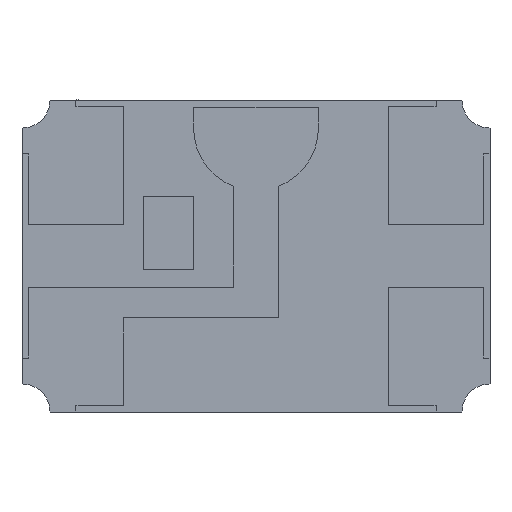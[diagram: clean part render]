
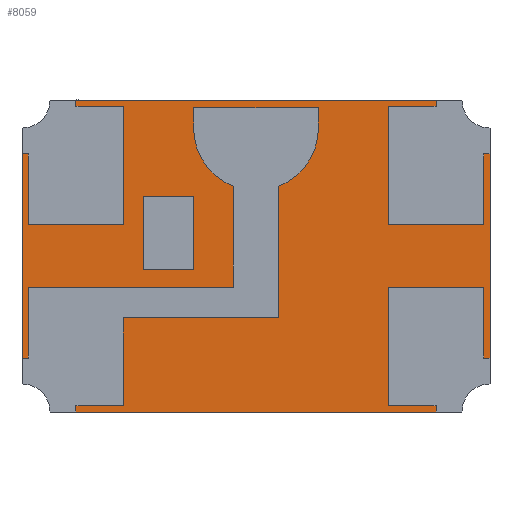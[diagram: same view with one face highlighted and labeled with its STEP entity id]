
A CAD part, front view. The second image highlights one B-rep face of the part: STEP entity #8059.
In plain terms, the highlighted planar face has unit normal (0, -1, 0).
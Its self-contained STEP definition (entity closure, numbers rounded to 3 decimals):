
#4 = ORIENTED_EDGE ( 'NONE', *, *, #22, .T. ) ;
#7 = EDGE_CURVE ( 'NONE', #9, #14, #3497, .T. ) ;
#8 = ORIENTED_EDGE ( 'NONE', *, *, #10, .F. ) ;
#9 = VERTEX_POINT ( 'NONE', #3493 ) ;
#10 = EDGE_CURVE ( 'NONE', #15, #14, #3492, .T. ) ;
#11 = EDGE_LOOP ( 'NONE', ( #4, #13, #8, #20 ) ) ;
#12 = VERTEX_POINT ( 'NONE', #3488 ) ;
#13 = ORIENTED_EDGE ( 'NONE', *, *, #7, .T. ) ;
#14 = VERTEX_POINT ( 'NONE', #3487 ) ;
#15 = VERTEX_POINT ( 'NONE', #3486 ) ;
#20 = ORIENTED_EDGE ( 'NONE', *, *, #8079, .F. ) ;
#22 = EDGE_CURVE ( 'NONE', #12, #9, #3478, .T. ) ;
#3297 = EDGE_CURVE ( 'NONE', #3298, #3299, #18887, .T. ) ;
#3298 = VERTEX_POINT ( 'NONE', #18883 ) ;
#3299 = VERTEX_POINT ( 'NONE', #18882 ) ;
#3475 = DIRECTION ( 'NONE',  ( 1., 0., 0. ) ) ;
#3476 = VECTOR ( 'NONE', #3475, 1000. ) ;
#3477 = CARTESIAN_POINT ( 'NONE',  ( 0.034, -0.25, 0.381 ) ) ;
#3478 = LINE ( 'NONE', #3477, #3476 ) ;
#3486 = CARTESIAN_POINT ( 'NONE',  ( -0.722, -0.25, -0.087 ) ) ;
#3487 = CARTESIAN_POINT ( 'NONE',  ( -0.4, -0.25, -0.087 ) ) ;
#3488 = CARTESIAN_POINT ( 'NONE',  ( -0.722, -0.25, 0.381 ) ) ;
#3489 = DIRECTION ( 'NONE',  ( 1., 0., 0. ) ) ;
#3490 = VECTOR ( 'NONE', #3489, 1000. ) ;
#3491 = CARTESIAN_POINT ( 'NONE',  ( 0.034, -0.25, -0.087 ) ) ;
#3492 = LINE ( 'NONE', #3491, #3490 ) ;
#3493 = CARTESIAN_POINT ( 'NONE',  ( -0.4, -0.25, 0.381 ) ) ;
#3494 = DIRECTION ( 'NONE',  ( 0., 0., -1. ) ) ;
#3495 = VECTOR ( 'NONE', #3494, 1000. ) ;
#3496 = CARTESIAN_POINT ( 'NONE',  ( -0.4, -0.25, 1. ) ) ;
#3497 = LINE ( 'NONE', #3496, #3495 ) ;
#8059 = ADVANCED_FACE ( 'NONE', ( #19312, #19311 ), #19296, .F. ) ;
#8062 = VERTEX_POINT ( 'NONE', #19343 ) ;
#8063 = VERTEX_POINT ( 'NONE', #19342 ) ;
#8064 = VERTEX_POINT ( 'NONE', #19341 ) ;
#8065 = ORIENTED_EDGE ( 'NONE', *, *, #8067, .F. ) ;
#8066 = ORIENTED_EDGE ( 'NONE', *, *, #8068, .F. ) ;
#8067 = EDGE_CURVE ( 'NONE', #8062, #8064, #19340, .T. ) ;
#8068 = EDGE_CURVE ( 'NONE', #8064, #8063, #19336, .T. ) ;
#8071 = VERTEX_POINT ( 'NONE', #19331 ) ;
#8072 = ORIENTED_EDGE ( 'NONE', *, *, #8073, .T. ) ;
#8073 = EDGE_CURVE ( 'NONE', #8071, #8063, #19330, .T. ) ;
#8074 = VERTEX_POINT ( 'NONE', #19326 ) ;
#8076 = ORIENTED_EDGE ( 'NONE', *, *, #8078, .T. ) ;
#8077 = EDGE_LOOP ( 'NONE', ( #8076, #8072, #8066, #8065, #8224, #8221, #8222, #9195 ) ) ;
#8078 = EDGE_CURVE ( 'NONE', #8074, #8071, #19325, .T. ) ;
#8079 = EDGE_CURVE ( 'NONE', #12, #15, #19382, .T. ) ;
#8221 = ORIENTED_EDGE ( 'NONE', *, *, #3297, .F. ) ;
#8222 = ORIENTED_EDGE ( 'NONE', *, *, #9194, .F. ) ;
#8224 = ORIENTED_EDGE ( 'NONE', *, *, #8226, .T. ) ;
#8226 = EDGE_CURVE ( 'NONE', #8062, #3299, #19693, .T. ) ;
#9193 = EDGE_CURVE ( 'NONE', #9196, #8074, #23242, .T. ) ;
#9194 = EDGE_CURVE ( 'NONE', #9196, #3298, #23238, .T. ) ;
#9195 = ORIENTED_EDGE ( 'NONE', *, *, #9193, .T. ) ;
#9196 = VERTEX_POINT ( 'NONE', #23233 ) ;
#18882 = CARTESIAN_POINT ( 'NONE',  ( 1.32, -0.25, 1. ) ) ;
#18883 = CARTESIAN_POINT ( 'NONE',  ( -1.32, -0.25, 1. ) ) ;
#18884 = DIRECTION ( 'NONE',  ( 1., 0., 0. ) ) ;
#18885 = VECTOR ( 'NONE', #18884, 1000. ) ;
#18886 = CARTESIAN_POINT ( 'NONE',  ( 0.034, -0.25, 1. ) ) ;
#18887 = LINE ( 'NONE', #18886, #18885 ) ;
#19296 = PLANE ( 'NONE',  #19351 ) ;
#19311 = FACE_OUTER_BOUND ( 'NONE', #8077, .T. ) ;
#19312 = FACE_BOUND ( 'NONE', #11, .T. ) ;
#19321 = DIRECTION ( 'NONE',  ( 0., 0., -1. ) ) ;
#19322 = DIRECTION ( 'NONE',  ( 0., 1., 0. ) ) ;
#19323 = CARTESIAN_POINT ( 'NONE',  ( -1.5, -0.25, -1. ) ) ;
#19324 = AXIS2_PLACEMENT_3D ( 'NONE', #19323, #19322, #19321 ) ;
#19325 = CIRCLE ( 'NONE', #19324, 0.18 ) ;
#19326 = CARTESIAN_POINT ( 'NONE',  ( -1.5, -0.25, -0.82 ) ) ;
#19327 = DIRECTION ( 'NONE',  ( 1., 0., 0. ) ) ;
#19328 = VECTOR ( 'NONE', #19327, 1000. ) ;
#19329 = CARTESIAN_POINT ( 'NONE',  ( 0.034, -0.25, -1. ) ) ;
#19330 = LINE ( 'NONE', #19329, #19328 ) ;
#19331 = CARTESIAN_POINT ( 'NONE',  ( -1.32, -0.25, -1. ) ) ;
#19332 = DIRECTION ( 'NONE',  ( 0., 0., -1. ) ) ;
#19333 = DIRECTION ( 'NONE',  ( 0., -1., 0. ) ) ;
#19334 = CARTESIAN_POINT ( 'NONE',  ( 1.5, -0.25, -1. ) ) ;
#19335 = AXIS2_PLACEMENT_3D ( 'NONE', #19334, #19333, #19332 ) ;
#19336 = CIRCLE ( 'NONE', #19335, 0.18 ) ;
#19337 = DIRECTION ( 'NONE',  ( 0., 0., -1. ) ) ;
#19338 = VECTOR ( 'NONE', #19337, 1000. ) ;
#19339 = CARTESIAN_POINT ( 'NONE',  ( 1.5, -0.25, 1. ) ) ;
#19340 = LINE ( 'NONE', #19339, #19338 ) ;
#19341 = CARTESIAN_POINT ( 'NONE',  ( 1.5, -0.25, -0.82 ) ) ;
#19342 = CARTESIAN_POINT ( 'NONE',  ( 1.32, -0.25, -1. ) ) ;
#19343 = CARTESIAN_POINT ( 'NONE',  ( 1.5, -0.25, 0.82 ) ) ;
#19348 = DIRECTION ( 'NONE',  ( 0., 0., 1. ) ) ;
#19349 = DIRECTION ( 'NONE',  ( 0., 1., 0. ) ) ;
#19350 = CARTESIAN_POINT ( 'NONE',  ( 0.034, -0.25, 1. ) ) ;
#19351 = AXIS2_PLACEMENT_3D ( 'NONE', #19350, #19349, #19348 ) ;
#19379 = DIRECTION ( 'NONE',  ( 0., 0., -1. ) ) ;
#19380 = VECTOR ( 'NONE', #19379, 1000. ) ;
#19381 = CARTESIAN_POINT ( 'NONE',  ( -0.722, -0.25, 1. ) ) ;
#19382 = LINE ( 'NONE', #19381, #19380 ) ;
#19690 = DIRECTION ( 'NONE',  ( 0., 0., -1. ) ) ;
#19691 = DIRECTION ( 'NONE',  ( 0., 1., 0. ) ) ;
#19692 = AXIS2_PLACEMENT_3D ( 'NONE', #19698, #19691, #19690 ) ;
#19693 = CIRCLE ( 'NONE', #19692, 0.18 ) ;
#19698 = CARTESIAN_POINT ( 'NONE',  ( 1.5, -0.25, 1. ) ) ;
#23233 = CARTESIAN_POINT ( 'NONE',  ( -1.5, -0.25, 0.82 ) ) ;
#23234 = DIRECTION ( 'NONE',  ( 0., 0., -1. ) ) ;
#23235 = DIRECTION ( 'NONE',  ( 0., -1., 0. ) ) ;
#23236 = CARTESIAN_POINT ( 'NONE',  ( -1.5, -0.25, 1. ) ) ;
#23237 = AXIS2_PLACEMENT_3D ( 'NONE', #23236, #23235, #23234 ) ;
#23238 = CIRCLE ( 'NONE', #23237, 0.18 ) ;
#23239 = DIRECTION ( 'NONE',  ( 0., 0., -1. ) ) ;
#23240 = VECTOR ( 'NONE', #23239, 1000. ) ;
#23241 = CARTESIAN_POINT ( 'NONE',  ( -1.5, -0.25, 1. ) ) ;
#23242 = LINE ( 'NONE', #23241, #23240 ) ;
